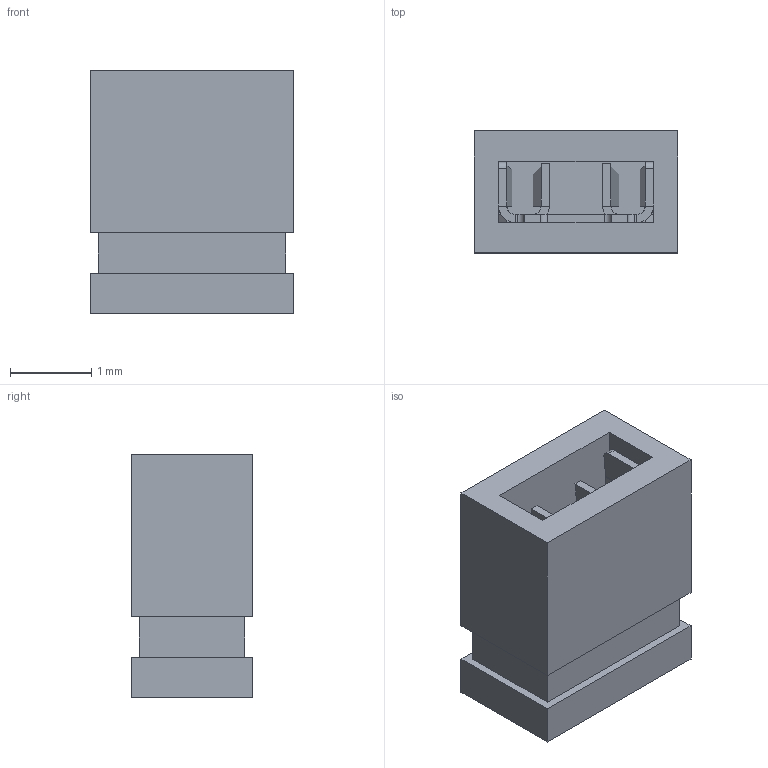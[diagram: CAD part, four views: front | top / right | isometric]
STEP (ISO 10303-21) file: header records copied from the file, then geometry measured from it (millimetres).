
FILE_DESCRIPTION(/* description */ (''),/* implementation_level */ '2;1');
FILE_NAME(/* name */ 'M50-1920005_asm.stp.iam.stp',/* time_stamp */ '2023-05-24T08:32:28+02:00',/* author */ ('mraoul'),/* organization */ (''),/* preprocessor_version */ 'ST-DEVELOPER v19.2',/* originating_system */ 'Autodesk Inventor 2024',/* authorisation */ '');
FILE_SCHEMA (('AUTOMOTIVE_DESIGN { 1 0 10303 214 3 1 1 }'));
Length unit declared in the file: millimetre
Products named in the file (4): M50-1920005_asm.stp; M50-19X0005_ASM; M50-19X0005_MOULD; M50-CONTACT
Assembly tree (3 placements, depth 3):
  M50-1920005_asm.stp
    M50-19X0005_ASM
      M50-19X0005_MOULD
      M50-CONTACT
Bounding box: 2.5 x 1.5 x 3 mm (x, y, z)
Volume: 7.8 mm3; surface area: 58.4 mm2
Topology: 2 solids, 2 shells, 190 faces, 447 edges, 234 vertices
Faces by surface type: plane 154, cylinder 30, bspline 6
Entity records: 5554 total; most frequent: CARTESIAN_POINT 1064, DIRECTION 929, ORIENTED_EDGE 894, EDGE_CURVE 447, LINE 347, VECTOR 347, AXIS2_PLACEMENT_3D 291, VERTEX_POINT 234
